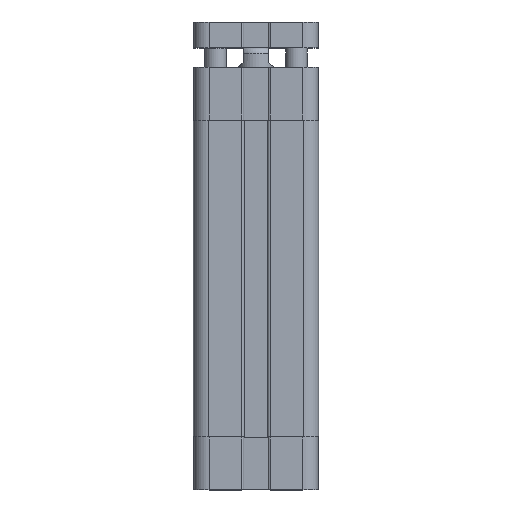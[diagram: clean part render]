
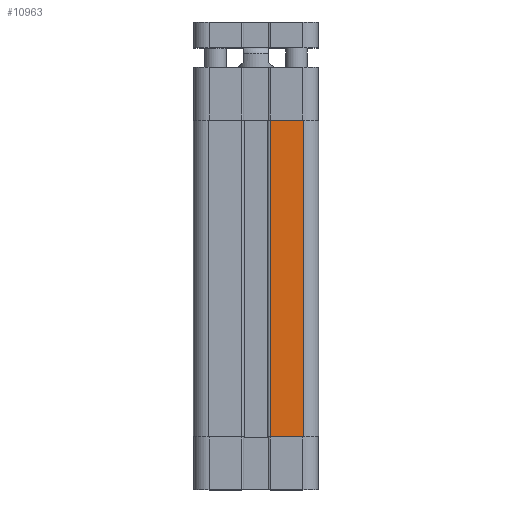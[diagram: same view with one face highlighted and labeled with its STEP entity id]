
A CAD part, top view. The second image highlights one B-rep face of the part: STEP entity #10963.
In plain terms, the highlighted planar face has unit normal (0, 0, 1).
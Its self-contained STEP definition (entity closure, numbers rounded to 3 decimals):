
#8225=CARTESIAN_POINT('',(3.25,36.75,14.525));
#8226=VERTEX_POINT('',#8225);
#8234=CARTESIAN_POINT('',(11.025,36.75,14.525));
#8235=VERTEX_POINT('',#8234);
#8236=CARTESIAN_POINT('',(11.025,36.75,14.525));
#8237=DIRECTION('',(-1.0,0.0,0.0));
#8238=VECTOR('',#8237,7.775);
#8239=LINE('',#8236,#8238);
#8240=EDGE_CURVE('',#8235,#8226,#8239,.T.);
#10546=CARTESIAN_POINT('',(11.025,-36.75,14.525));
#10547=VERTEX_POINT('',#10546);
#10555=CARTESIAN_POINT('',(3.25,-36.75,14.525));
#10556=VERTEX_POINT('',#10555);
#10557=CARTESIAN_POINT('',(3.25,-36.75,14.525));
#10558=DIRECTION('',(1.0,0.0,0.0));
#10559=VECTOR('',#10558,7.775);
#10560=LINE('',#10557,#10559);
#10561=EDGE_CURVE('',#10556,#10547,#10560,.T.);
#10936=CARTESIAN_POINT('',(11.025,36.75,14.525));
#10937=DIRECTION('',(0.0,-1.0,0.0));
#10938=VECTOR('',#10937,73.5);
#10939=LINE('',#10936,#10938);
#10940=EDGE_CURVE('',#8235,#10547,#10939,.T.);
#10947=CARTESIAN_POINT('',(11.025,0.0,14.525));
#10948=DIRECTION('',(0.0,0.0,1.0));
#10949=DIRECTION('',(1.0,0.0,0.0));
#10950=AXIS2_PLACEMENT_3D('',#10947,#10948,#10949);
#10951=PLANE('',#10950);
#10952=ORIENTED_EDGE('',*,*,#8240,.T.);
#10953=CARTESIAN_POINT('',(3.25,36.75,14.525));
#10954=DIRECTION('',(0.0,-1.0,0.0));
#10955=VECTOR('',#10954,73.5);
#10956=LINE('',#10953,#10955);
#10957=EDGE_CURVE('',#8226,#10556,#10956,.T.);
#10958=ORIENTED_EDGE('',*,*,#10957,.T.);
#10959=ORIENTED_EDGE('',*,*,#10561,.T.);
#10960=ORIENTED_EDGE('',*,*,#10940,.F.);
#10961=EDGE_LOOP('',(#10952,#10958,#10959,#10960));
#10962=FACE_OUTER_BOUND('',#10961,.T.);
#10963=ADVANCED_FACE('',(#10962),#10951,.T.);
